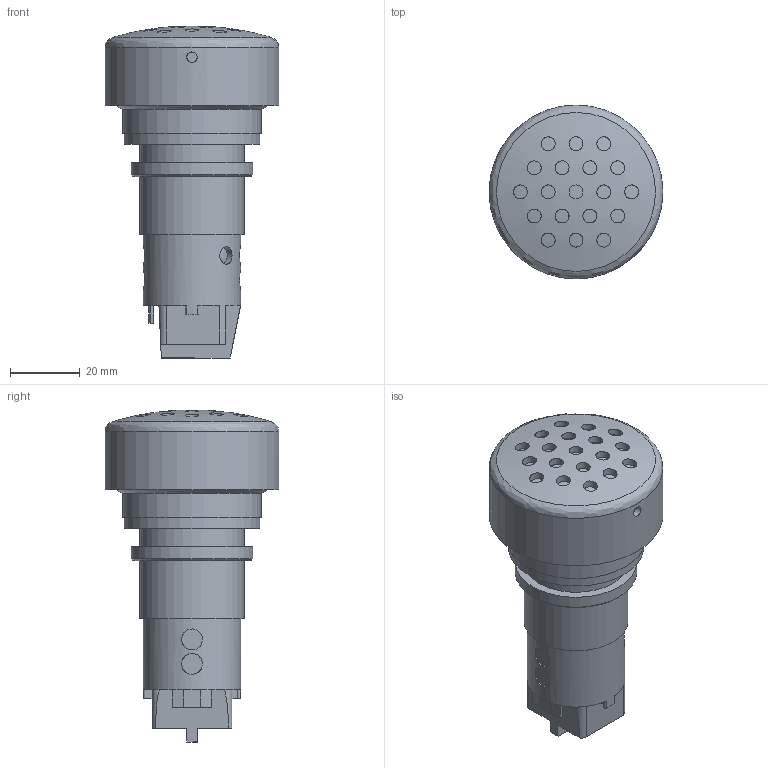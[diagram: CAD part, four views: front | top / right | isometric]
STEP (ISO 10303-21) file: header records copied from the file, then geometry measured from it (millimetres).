
FILE_DESCRIPTION (( 'STEP AP203' ), '1' );
FILE_NAME ('AZ1#N_rev0.0.STEP', '2022-06-20T00:58:13', ( '' ), ( '' ), 'SwSTEP 2.0', 'SolidWorks 2019', '' );
FILE_SCHEMA (( 'CONFIG_CONTROL_DESIGN' ));
Length unit declared in the file: millimetre
Products named in the file (3): AZ1#N_BODY_rev0.0; OL-11_rev0.0; AZ1#N_rev0.0
Assembly tree (2 placements, depth 2):
  AZ1#N_rev0.0
    AZ1#N_BODY_rev0.0
    OL-11_rev0.0
Bounding box: 50 x 50 x 95.47 mm (x, y, z)
Volume: 89838.5 mm3; surface area: 16175.7 mm2
Topology: 2 solids, 2 shells, 140 faces, 317 edges, 215 vertices
Faces by surface type: plane 58, cylinder 45, bspline 33, cone 4
Full cylindrical faces by diameter (mm): 3 x2, 4 x19, 5 x1, 6 x4, 6.6 x2, 28 x1, 30 x2, 35 x1, 39 x1, 40 x1, 50 x1
Entity records: 6520 total; most frequent: CARTESIAN_POINT 3591, ORIENTED_EDGE 490, DIRECTION 481, EDGE_CURVE 245, EDGE_LOOP 219, VERTEX_POINT 186, AXIS2_PLACEMENT_3D 180, FACE_OUTER_BOUND 178
